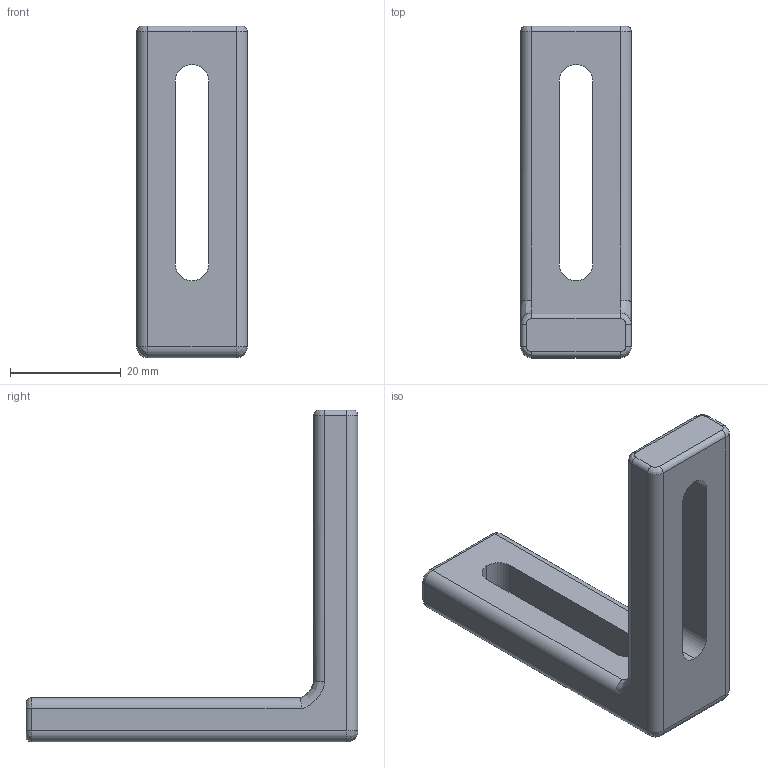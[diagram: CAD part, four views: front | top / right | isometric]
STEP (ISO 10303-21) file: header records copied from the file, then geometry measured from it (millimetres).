
FILE_DESCRIPTION (( 'STEP AP214' ), '1' );
FILE_NAME ('FIXE00H2485-Equerre légère 60x60x20 Zn, noir.step', '2023-03-24T09:55:27', ( 'Altae' ), ( '' ), 'SwSTEP 2.0', 'SolidWorks 2021', '' );
FILE_SCHEMA (( 'AUTOMOTIVE_DESIGN' ));
Length unit declared in the file: millimetre
Products named in the file (1): FIXE00H2485-Equerre l嶲鋨e 60x60x20 Zn, noir
Bounding box: 20 x 60 x 60 mm (x, y, z)
Volume: 13821 mm3; surface area: 6583.9 mm2
Topology: 1 solids, 1 shells, 49 faces, 117 edges, 68 vertices
Faces by surface type: cylinder 23, plane 14, bspline 12
Entity records: 1668 total; most frequent: CARTESIAN_POINT 559, ORIENTED_EDGE 230, DIRECTION 221, EDGE_CURVE 115, AXIS2_PLACEMENT_3D 82, VERTEX_POINT 68, LINE 57, VECTOR 57
